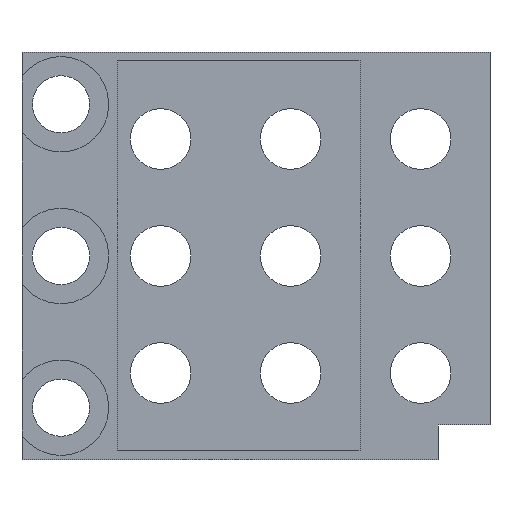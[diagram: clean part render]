
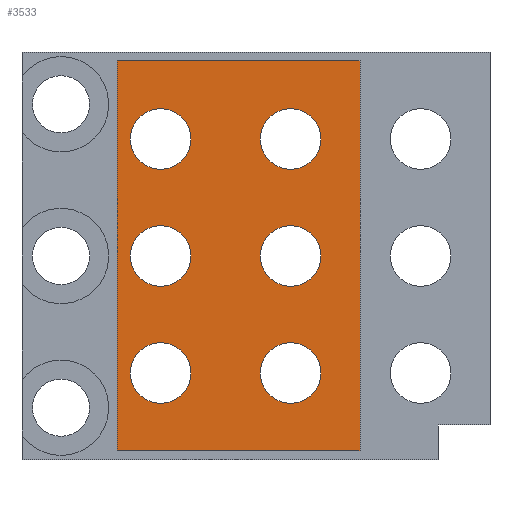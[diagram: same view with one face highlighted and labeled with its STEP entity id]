
A CAD part, front view. The second image highlights one B-rep face of the part: STEP entity #3533.
In plain terms, the highlighted planar face has unit normal (0, -1, 0).
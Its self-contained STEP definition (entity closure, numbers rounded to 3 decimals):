
#32=FACE_BOUND('',#434,.T.);
#33=FACE_BOUND('',#435,.T.);
#34=FACE_BOUND('',#436,.T.);
#35=FACE_BOUND('',#437,.T.);
#36=FACE_BOUND('',#438,.T.);
#37=FACE_BOUND('',#439,.T.);
#68=PLANE('',#3767);
#227=FACE_OUTER_BOUND('',#433,.T.);
#433=EDGE_LOOP('',(#2815,#2816,#2817,#2818));
#434=EDGE_LOOP('',(#2819));
#435=EDGE_LOOP('',(#2820));
#436=EDGE_LOOP('',(#2821));
#437=EDGE_LOOP('',(#2822));
#438=EDGE_LOOP('',(#2823));
#439=EDGE_LOOP('',(#2824));
#518=CIRCLE('',#3768,3.5);
#519=CIRCLE('',#3769,3.5);
#520=CIRCLE('',#3770,3.5);
#521=CIRCLE('',#3771,3.5);
#522=CIRCLE('',#3772,3.5);
#523=CIRCLE('',#3773,3.5);
#1006=LINE('',#10519,#1202);
#1009=LINE('',#10524,#1205);
#1011=LINE('',#10528,#1207);
#1012=LINE('',#10530,#1208);
#1202=VECTOR('',#4349,10.);
#1205=VECTOR('',#4354,10.);
#1207=VECTOR('',#4358,10.);
#1208=VECTOR('',#4361,10.);
#1568=VERTEX_POINT('',#10516);
#1569=VERTEX_POINT('',#10518);
#1570=VERTEX_POINT('',#10522);
#1571=VERTEX_POINT('',#10526);
#1572=VERTEX_POINT('',#10532);
#1573=VERTEX_POINT('',#10534);
#1574=VERTEX_POINT('',#10536);
#1575=VERTEX_POINT('',#10538);
#1576=VERTEX_POINT('',#10540);
#1577=VERTEX_POINT('',#10542);
#2073=EDGE_CURVE('',#1568,#1569,#1006,.T.);
#2076=EDGE_CURVE('',#1570,#1568,#1009,.T.);
#2078=EDGE_CURVE('',#1571,#1570,#1011,.T.);
#2079=EDGE_CURVE('',#1569,#1571,#1012,.T.);
#2080=EDGE_CURVE('',#1572,#1572,#518,.T.);
#2081=EDGE_CURVE('',#1573,#1573,#519,.T.);
#2082=EDGE_CURVE('',#1574,#1574,#520,.T.);
#2083=EDGE_CURVE('',#1575,#1575,#521,.T.);
#2084=EDGE_CURVE('',#1576,#1576,#522,.T.);
#2085=EDGE_CURVE('',#1577,#1577,#523,.T.);
#2815=ORIENTED_EDGE('',*,*,#2079,.F.);
#2816=ORIENTED_EDGE('',*,*,#2073,.F.);
#2817=ORIENTED_EDGE('',*,*,#2076,.F.);
#2818=ORIENTED_EDGE('',*,*,#2078,.F.);
#2819=ORIENTED_EDGE('',*,*,#2080,.F.);
#2820=ORIENTED_EDGE('',*,*,#2081,.F.);
#2821=ORIENTED_EDGE('',*,*,#2082,.F.);
#2822=ORIENTED_EDGE('',*,*,#2083,.F.);
#2823=ORIENTED_EDGE('',*,*,#2084,.F.);
#2824=ORIENTED_EDGE('',*,*,#2085,.F.);
#3533=ADVANCED_FACE('',(#227,#32,#33,#34,#35,#36,#37),#68,.T.);
#3767=AXIS2_PLACEMENT_3D('',#10531,#4362,#4363);
#3768=AXIS2_PLACEMENT_3D('',#10533,#4364,#4365);
#3769=AXIS2_PLACEMENT_3D('',#10535,#4366,#4367);
#3770=AXIS2_PLACEMENT_3D('',#10537,#4368,#4369);
#3771=AXIS2_PLACEMENT_3D('',#10539,#4370,#4371);
#3772=AXIS2_PLACEMENT_3D('',#10541,#4372,#4373);
#3773=AXIS2_PLACEMENT_3D('',#10543,#4374,#4375);
#4349=DIRECTION('',(0.,0.,-1.));
#4354=DIRECTION('',(1.,0.,0.));
#4358=DIRECTION('',(0.,0.,1.));
#4361=DIRECTION('',(-1.,0.,0.));
#4362=DIRECTION('center_axis',(0.,-1.,0.));
#4363=DIRECTION('ref_axis',(1.,0.,0.));
#4364=DIRECTION('center_axis',(0.,-1.,0.));
#4365=DIRECTION('ref_axis',(-1.,0.,0.));
#4366=DIRECTION('center_axis',(0.,-1.,0.));
#4367=DIRECTION('ref_axis',(-1.,0.,0.));
#4368=DIRECTION('center_axis',(0.,-1.,0.));
#4369=DIRECTION('ref_axis',(-1.,0.,0.));
#4370=DIRECTION('center_axis',(0.,-1.,0.));
#4371=DIRECTION('ref_axis',(-1.,0.,0.));
#4372=DIRECTION('center_axis',(0.,-1.,0.));
#4373=DIRECTION('ref_axis',(-1.,0.,0.));
#4374=DIRECTION('center_axis',(0.,-1.,0.));
#4375=DIRECTION('ref_axis',(-1.,0.,0.));
#10516=CARTESIAN_POINT('',(12.,7.,23.));
#10518=CARTESIAN_POINT('',(12.,7.,-22.));
#10519=CARTESIAN_POINT('',(12.,7.,23.));
#10522=CARTESIAN_POINT('',(-16.,7.,23.));
#10524=CARTESIAN_POINT('',(-16.,7.,23.));
#10526=CARTESIAN_POINT('',(-16.,7.,-22.));
#10528=CARTESIAN_POINT('',(-16.,7.,-22.));
#10530=CARTESIAN_POINT('',(12.,7.,-22.));
#10531=CARTESIAN_POINT('Origin',(-2.,7.,0.5));
#10532=CARTESIAN_POINT('',(-7.5,7.,-13.));
#10533=CARTESIAN_POINT('Origin',(-11.,7.,-13.));
#10534=CARTESIAN_POINT('',(7.5,7.,14.));
#10535=CARTESIAN_POINT('Origin',(4.,7.,14.));
#10536=CARTESIAN_POINT('',(7.5,7.,0.5));
#10537=CARTESIAN_POINT('Origin',(4.,7.,0.5));
#10538=CARTESIAN_POINT('',(7.5,7.,-13.));
#10539=CARTESIAN_POINT('Origin',(4.,7.,-13.));
#10540=CARTESIAN_POINT('',(-7.5,7.,0.5));
#10541=CARTESIAN_POINT('Origin',(-11.,7.,0.5));
#10542=CARTESIAN_POINT('',(-7.5,7.,14.));
#10543=CARTESIAN_POINT('Origin',(-11.,7.,14.));
